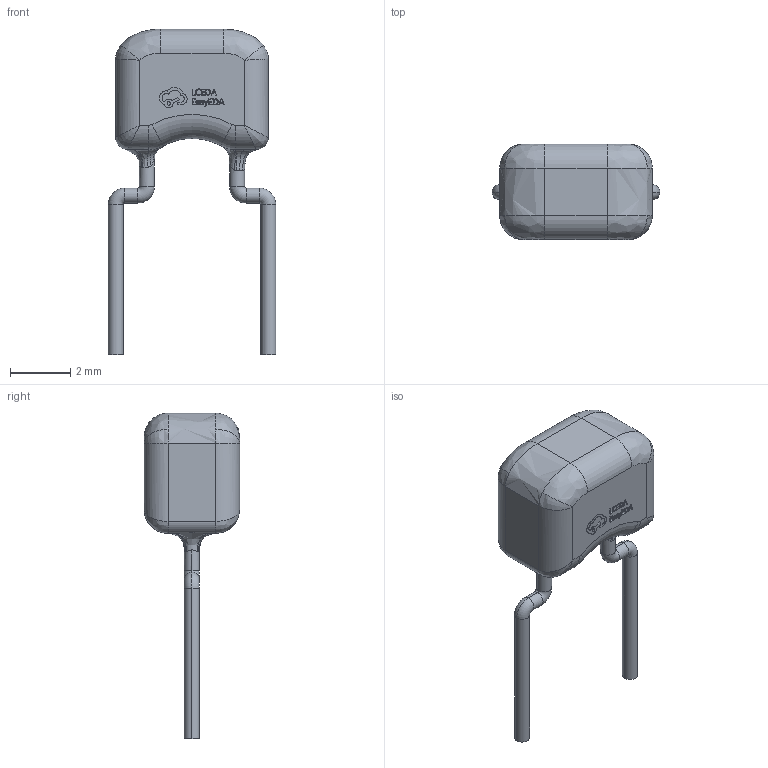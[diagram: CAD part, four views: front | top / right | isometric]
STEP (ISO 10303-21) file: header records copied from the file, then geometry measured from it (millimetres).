
FILE_DESCRIPTION (( 'STEP AP214' ), '1' );
FILE_NAME ('CAP-TH_L5.1-W3.2-P5.08-D0.50.STEP', '2022-11-09T09:57:35', ( '' ), ( '' ), 'SwSTEP 2.0', 'SolidWorks 2020', '' );
FILE_SCHEMA (( 'AUTOMOTIVE_DESIGN' ));
Length unit declared in the file: millimetre
Products named in the file (1): CAP-TH_L5.1-W3.2-P5.08-D0.50
Bounding box: 5.58 x 3.19 x 10.84 mm (x, y, z)
Volume: 59.4 mm3; surface area: 103.3 mm2
Topology: 1 solids, 1 shells, 309 faces, 810 edges, 514 vertices
Faces by surface type: plane 137, bspline 130, cylinder 28, torus 14
Entity records: 15163 total; most frequent: CARTESIAN_POINT 5136, ORIENTED_EDGE 1604, DIRECTION 928, EDGE_CURVE 802, VERTEX_POINT 514, LINE 456, VECTOR 456, EDGE_LOOP 328
